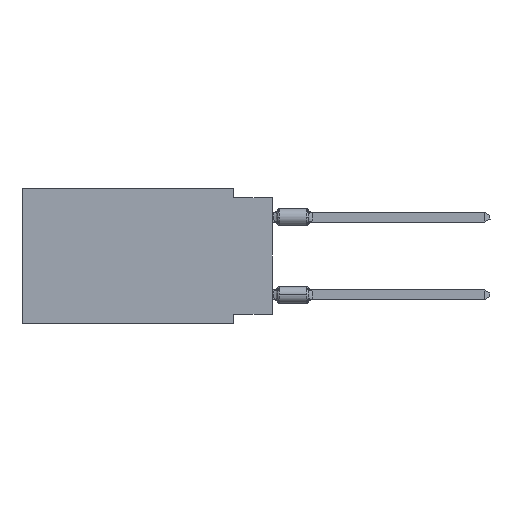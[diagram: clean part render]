
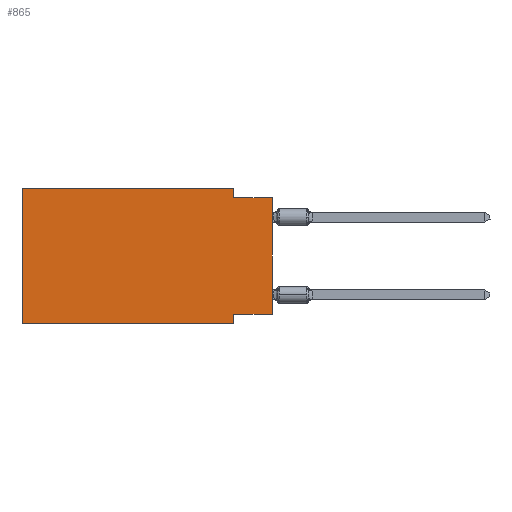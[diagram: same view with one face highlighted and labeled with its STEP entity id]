
A CAD part, left-side view. The second image highlights one B-rep face of the part: STEP entity #865.
In plain terms, the highlighted planar face has unit normal (-1, 0, 0).
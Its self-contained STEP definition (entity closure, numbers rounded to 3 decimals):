
#163 = CARTESIAN_POINT ( 'NONE',  ( 0., 16.383, 0. ) ) ;
#865 = ADVANCED_FACE ( 'NONE', ( #5131 ), #22017, .F. ) ;
#893 = CARTESIAN_POINT ( 'NONE',  ( 0., 16.383, 0. ) ) ;
#962 = VERTEX_POINT ( 'NONE', #22752 ) ;
#1595 = ORIENTED_EDGE ( 'NONE', *, *, #1784, .T. ) ;
#1784 = EDGE_CURVE ( 'NONE', #31306, #962, #5776, .T. ) ;
#1798 = DIRECTION ( 'NONE',  ( 0., -1., 0. ) ) ;
#2636 = CARTESIAN_POINT ( 'NONE',  ( 0., 2.54, -8.89 ) ) ;
#3478 = ORIENTED_EDGE ( 'NONE', *, *, #11645, .F. ) ;
#3683 = DIRECTION ( 'NONE',  ( 0., 0., 1. ) ) ;
#3868 = LINE ( 'NONE', #18528, #15427 ) ;
#4225 = CARTESIAN_POINT ( 'NONE',  ( 0., 16.383, -8.89 ) ) ;
#4949 = ORIENTED_EDGE ( 'NONE', *, *, #15037, .F. ) ;
#5131 = FACE_OUTER_BOUND ( 'NONE', #24205, .T. ) ;
#5345 = ORIENTED_EDGE ( 'NONE', *, *, #7539, .F. ) ;
#5776 = LINE ( 'NONE', #25264, #17867 ) ;
#6485 = EDGE_CURVE ( 'NONE', #18138, #18077, #3868, .T. ) ;
#7539 = EDGE_CURVE ( 'NONE', #31306, #20512, #25288, .T. ) ;
#8097 = DIRECTION ( 'NONE',  ( 0., 0., -1. ) ) ;
#9155 = CARTESIAN_POINT ( 'NONE',  ( 0., 2.54, -8.89 ) ) ;
#10276 = VECTOR ( 'NONE', #29145, 1000. ) ;
#10344 = LINE ( 'NONE', #12952, #23409 ) ;
#10787 = VERTEX_POINT ( 'NONE', #31419 ) ;
#11064 = CARTESIAN_POINT ( 'NONE',  ( 0., 16.383, 0. ) ) ;
#11342 = DIRECTION ( 'NONE',  ( 0., 0., 1. ) ) ;
#11500 = DIRECTION ( 'NONE',  ( 0., -1., 0. ) ) ;
#11645 = EDGE_CURVE ( 'NONE', #18077, #19690, #19861, .T. ) ;
#12952 = CARTESIAN_POINT ( 'NONE',  ( 0., 0., -0.635 ) ) ;
#13488 = ORIENTED_EDGE ( 'NONE', *, *, #32903, .F. ) ;
#14507 = LINE ( 'NONE', #4225, #33376 ) ;
#14627 = VECTOR ( 'NONE', #11500, 1000. ) ;
#14754 = CARTESIAN_POINT ( 'NONE',  ( 0., 0., -8.255 ) ) ;
#15037 = EDGE_CURVE ( 'NONE', #10787, #962, #10344, .T. ) ;
#15427 = VECTOR ( 'NONE', #3683, 1000. ) ;
#17293 = DIRECTION ( 'NONE',  ( 0., 1., 0. ) ) ;
#17867 = VECTOR ( 'NONE', #11342, 1000. ) ;
#18077 = VERTEX_POINT ( 'NONE', #893 ) ;
#18138 = VERTEX_POINT ( 'NONE', #30913 ) ;
#18205 = CARTESIAN_POINT ( 'NONE',  ( 0., 2.54, 0. ) ) ;
#18528 = CARTESIAN_POINT ( 'NONE',  ( 0., 16.383, 0. ) ) ;
#19182 = EDGE_CURVE ( 'NONE', #18138, #31636, #14507, .T. ) ;
#19645 = ORIENTED_EDGE ( 'NONE', *, *, #6485, .F. ) ;
#19690 = VERTEX_POINT ( 'NONE', #32381 ) ;
#19861 = LINE ( 'NONE', #163, #14627 ) ;
#20512 = VERTEX_POINT ( 'NONE', #21544 ) ;
#21544 = CARTESIAN_POINT ( 'NONE',  ( 0., 2.54, -8.255 ) ) ;
#22017 = PLANE ( 'NONE',  #25540 ) ;
#22752 = CARTESIAN_POINT ( 'NONE',  ( 0., 0., -0.635 ) ) ;
#23409 = VECTOR ( 'NONE', #27223, 1000. ) ;
#23840 = ORIENTED_EDGE ( 'NONE', *, *, #25641, .F. ) ;
#24205 = EDGE_LOOP ( 'NONE', ( #1595, #4949, #23840, #3478, #19645, #25728, #13488, #5345 ) ) ;
#25264 = CARTESIAN_POINT ( 'NONE',  ( 0., 0., 0. ) ) ;
#25288 = LINE ( 'NONE', #31197, #35521 ) ;
#25540 = AXIS2_PLACEMENT_3D ( 'NONE', #11064, #27941, #8097 ) ;
#25641 = EDGE_CURVE ( 'NONE', #19690, #10787, #35263, .T. ) ;
#25671 = DIRECTION ( 'NONE',  ( 0., 0., -1. ) ) ;
#25728 = ORIENTED_EDGE ( 'NONE', *, *, #19182, .T. ) ;
#27223 = DIRECTION ( 'NONE',  ( 0., -1., 0. ) ) ;
#27941 = DIRECTION ( 'NONE',  ( 1., 0., 0. ) ) ;
#28793 = VECTOR ( 'NONE', #25671, 1000. ) ;
#29145 = DIRECTION ( 'NONE',  ( 0., 0., -1. ) ) ;
#30913 = CARTESIAN_POINT ( 'NONE',  ( 0., 16.383, -8.89 ) ) ;
#31197 = CARTESIAN_POINT ( 'NONE',  ( 0., 0., -8.255 ) ) ;
#31306 = VERTEX_POINT ( 'NONE', #14754 ) ;
#31400 = LINE ( 'NONE', #9155, #28793 ) ;
#31419 = CARTESIAN_POINT ( 'NONE',  ( 0., 2.54, -0.635 ) ) ;
#31636 = VERTEX_POINT ( 'NONE', #2636 ) ;
#32381 = CARTESIAN_POINT ( 'NONE',  ( 0., 2.54, 0. ) ) ;
#32903 = EDGE_CURVE ( 'NONE', #20512, #31636, #31400, .T. ) ;
#33376 = VECTOR ( 'NONE', #1798, 1000. ) ;
#35263 = LINE ( 'NONE', #18205, #10276 ) ;
#35521 = VECTOR ( 'NONE', #17293, 1000. ) ;
